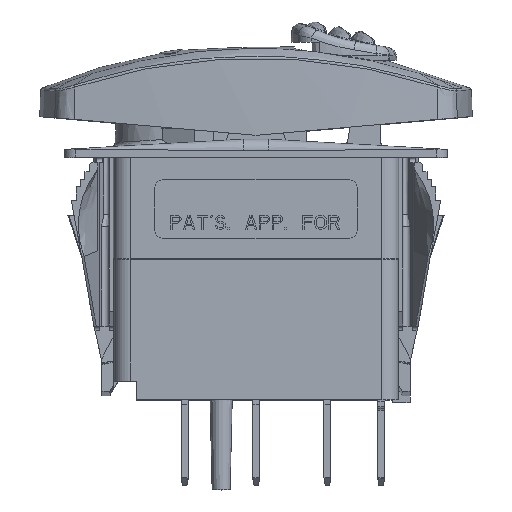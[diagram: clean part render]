
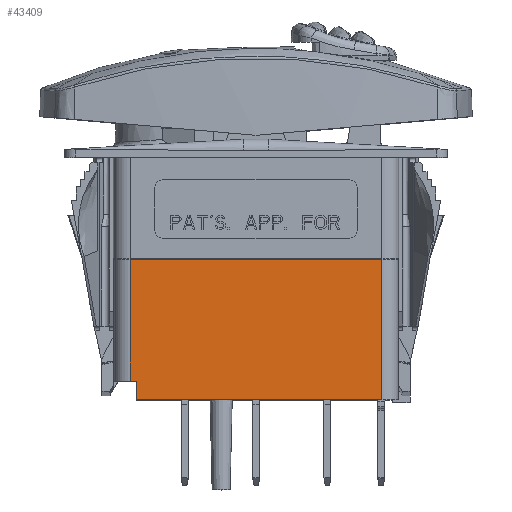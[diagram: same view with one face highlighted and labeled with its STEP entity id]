
A CAD part, top view. The second image highlights one B-rep face of the part: STEP entity #43409.
In plain terms, the highlighted planar face has unit normal (0, 0, 1).
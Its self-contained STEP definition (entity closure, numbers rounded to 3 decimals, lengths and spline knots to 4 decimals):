
#1326=DIRECTION('',(0.,-1.,0.));
#1327=VECTOR('',#1326,0.542);
#1328=CARTESIAN_POINT('',(-0.558,0.,0.41));
#1329=LINE('',#1328,#1327);
#1344=DIRECTION('',(-1.,0.,0.));
#1345=VECTOR('',#1344,1.116);
#1346=CARTESIAN_POINT('',(0.558,0.,0.41));
#1347=LINE('',#1346,#1345);
#1348=DIRECTION('',(1.,0.,0.));
#1349=VECTOR('',#1348,1.089);
#1350=CARTESIAN_POINT('',(-0.531,-0.625,0.41));
#1351=LINE('',#1350,#1349);
#1352=DIRECTION('',(0.,1.,0.));
#1353=VECTOR('',#1352,0.083);
#1354=CARTESIAN_POINT('',(-0.531,-0.625,0.41));
#1355=LINE('',#1354,#1353);
#1356=DIRECTION('',(1.,0.,0.));
#1357=VECTOR('',#1356,0.027);
#1358=CARTESIAN_POINT('',(-0.558,-0.542,0.41));
#1359=LINE('',#1358,#1357);
#1373=DIRECTION('',(0.,1.,0.));
#1374=VECTOR('',#1373,0.625);
#1375=CARTESIAN_POINT('',(0.558,-0.625,0.41));
#1376=LINE('',#1375,#1374);
#33733=CARTESIAN_POINT('',(-0.558,0.,0.41));
#33734=CARTESIAN_POINT('',(-0.558,-0.542,0.41));
#33735=VERTEX_POINT('',#33733);
#33736=VERTEX_POINT('',#33734);
#33755=CARTESIAN_POINT('',(0.558,-0.625,0.41));
#33756=CARTESIAN_POINT('',(0.558,0.,0.41));
#33757=VERTEX_POINT('',#33755);
#33758=VERTEX_POINT('',#33756);
#33981=CARTESIAN_POINT('',(-0.531,-0.625,0.41));
#33982=CARTESIAN_POINT('',(-0.531,-0.542,0.41));
#33983=VERTEX_POINT('',#33981);
#33984=VERTEX_POINT('',#33982);
#43392=CARTESIAN_POINT('',(0.,0.,0.41));
#43393=DIRECTION('',(0.,0.,1.));
#43394=DIRECTION('',(1.,0.,0.));
#43395=AXIS2_PLACEMENT_3D('',#43392,#43393,#43394);
#43396=PLANE('',#43395);
#43397=ORIENTED_EDGE('',*,*,#43383,.F.);
#43398=ORIENTED_EDGE('',*,*,#43221,.F.);
#43400=ORIENTED_EDGE('',*,*,#43399,.F.);
#43402=ORIENTED_EDGE('',*,*,#43401,.F.);
#43404=ORIENTED_EDGE('',*,*,#43403,.T.);
#43406=ORIENTED_EDGE('',*,*,#43405,.F.);
#43407=EDGE_LOOP('',(#43397,#43398,#43400,#43402,#43404,#43406));
#43408=FACE_OUTER_BOUND('',#43407,.F.);
#43221=EDGE_CURVE('',#33758,#33735,#1347,.T.);
#43383=EDGE_CURVE('',#33735,#33736,#1329,.T.);
#43399=EDGE_CURVE('',#33757,#33758,#1376,.T.);
#43401=EDGE_CURVE('',#33983,#33757,#1351,.T.);
#43403=EDGE_CURVE('',#33983,#33984,#1355,.T.);
#43405=EDGE_CURVE('',#33736,#33984,#1359,.T.);
#43409=ADVANCED_FACE('',(#43408),#43396,.T.);
